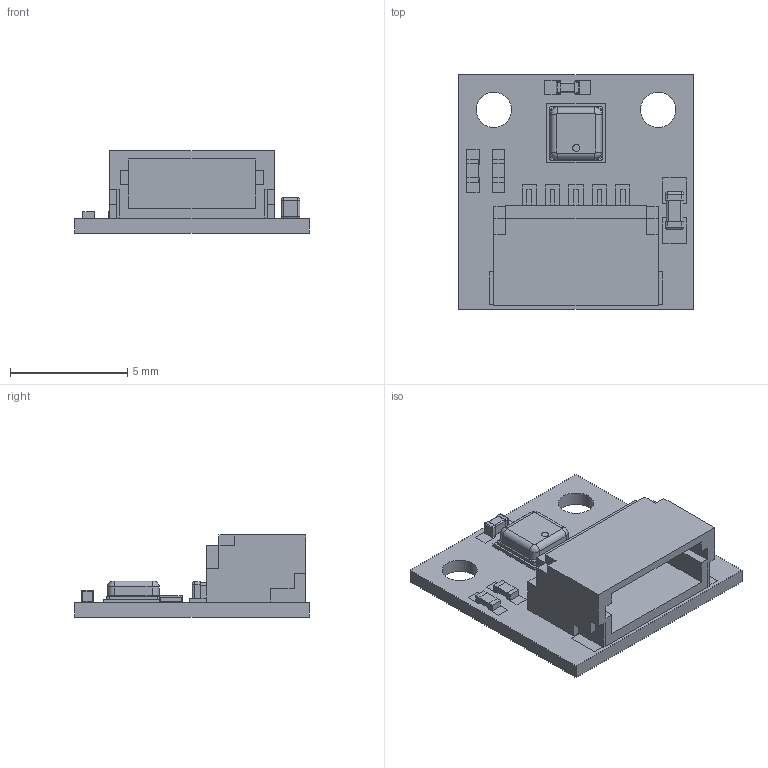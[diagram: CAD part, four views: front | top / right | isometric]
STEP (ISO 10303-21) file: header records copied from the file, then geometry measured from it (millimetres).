
FILE_DESCRIPTION(('FreeCAD Model'),'2;1');
FILE_NAME('Wireling_BME_AST1025_REV2-STEP.step','2020-07-29T12:08:10',(''),(''), 'Open CASCADE STEP processor 7.4','FreeCAD','Unknown');
FILE_SCHEMA(('AUTOMOTIVE_DESIGN { 1 0 10303 214 1 1 1 1 }'));
Length unit declared in the file: millimetre
Products named in the file (1): Wireling_BME_AST1025_REV2-STEP
Bounding box: 10 x 10 x 3.5 mm (x, y, z)
Volume: 165.1 mm3; surface area: 688 mm2
Topology: 73 solids, 73 shells, 752 faces, 2020 edges, 1712 vertices
Faces by surface type: plane 638, cylinder 82, sphere 16, torus 8, revolution 8
Full cylindrical faces by diameter (mm): 1.502 x2
Entity records: 53072 total; most frequent: CARTESIAN_POINT 9013, DIRECTION 6986, LINE 4800, VECTOR 4800, ORIENTED_EDGE 3400, PCURVE 3400, DEFINITIONAL_REPRESENTATION 3400, EDGE_CURVE 1700
